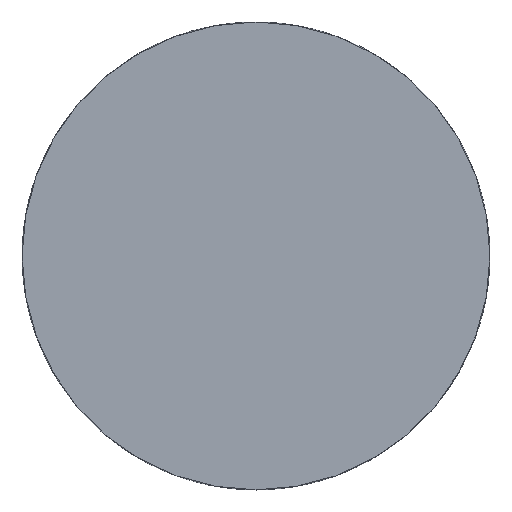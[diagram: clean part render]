
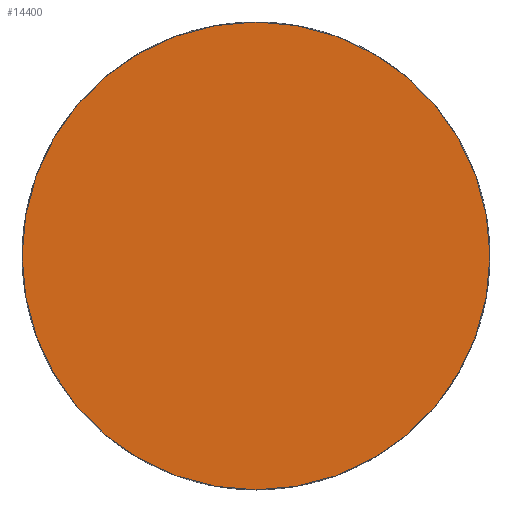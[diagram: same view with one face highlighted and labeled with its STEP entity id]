
A CAD part, top view. The second image highlights one B-rep face of the part: STEP entity #14400.
In plain terms, the highlighted planar face has unit normal (0, 0, 1).
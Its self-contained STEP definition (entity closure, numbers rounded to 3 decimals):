
#610=PLANE('',#15517);
#1111=FACE_OUTER_BOUND('',#1885,.T.);
#1885=EDGE_LOOP('',(#11229));
#5372=CIRCLE('',#15516,100.);
#6456=VERTEX_POINT('',#31877);
#8201=EDGE_CURVE('',#6456,#6456,#5372,.T.);
#11229=ORIENTED_EDGE('',*,*,#8201,.T.);
#14400=ADVANCED_FACE('',(#1111),#610,.T.);
#15516=AXIS2_PLACEMENT_3D('',#31878,#17912,#17913);
#15517=AXIS2_PLACEMENT_3D('',#31880,#17915,#17916);
#17912=DIRECTION('center_axis',(0.,0.,1.));
#17913=DIRECTION('ref_axis',(-1.,0.,0.));
#17915=DIRECTION('center_axis',(0.,0.,1.));
#17916=DIRECTION('ref_axis',(-1.,0.,0.));
#31877=CARTESIAN_POINT('',(100.,0.,38.));
#31878=CARTESIAN_POINT('Origin',(0.,0.,
38.));
#31880=CARTESIAN_POINT('Origin',(0.,0.,
38.));
